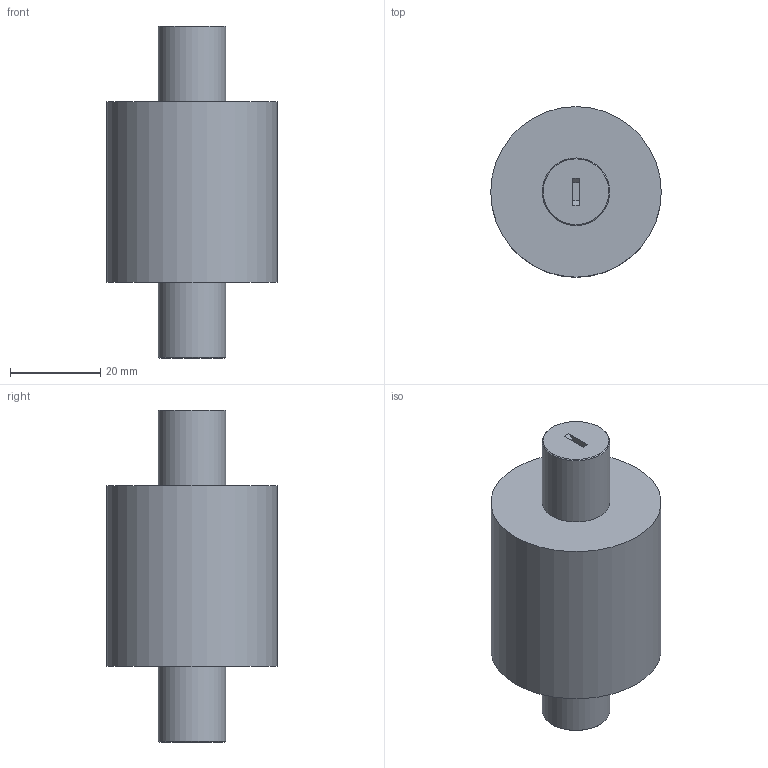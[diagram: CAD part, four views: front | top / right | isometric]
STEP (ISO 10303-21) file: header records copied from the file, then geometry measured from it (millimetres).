
FILE_DESCRIPTION(/* description */ (''),/* implementation_level */ '2;1');
FILE_NAME(/* name */ 'joint v2.stp',/* time_stamp */ '2022-06-18T23:08:41+02:00',/* author */ (''),/* organization */ (''),/* preprocessor_version */ 'ST-DEVELOPER v19',/* originating_system */ 'Autodesk Translation Framework v11.7.0.108',/* authorisation */ '');
FILE_SCHEMA (('AUTOMOTIVE_DESIGN { 1 0 10303 214 3 1 1 }'));
Length unit declared in the file: millimetre
Products named in the file (1): joint
Bounding box: 37.85 x 37.85 x 73.69 mm (x, y, z)
Volume: 50908.2 mm3; surface area: 8671.8 mm2
Topology: 1 solids, 1 shells, 23 faces, 49 edges, 32 vertices
Faces by surface type: plane 18, cylinder 3, cone 2
Full cylindrical faces by diameter (mm): 15 x2, 37.85 x1
Entity records: 648 total; most frequent: DIRECTION 105, CARTESIAN_POINT 105, ORIENTED_EDGE 98, EDGE_CURVE 49, LINE 41, VECTOR 41, VERTEX_POINT 32, AXIS2_PLACEMENT_3D 32
